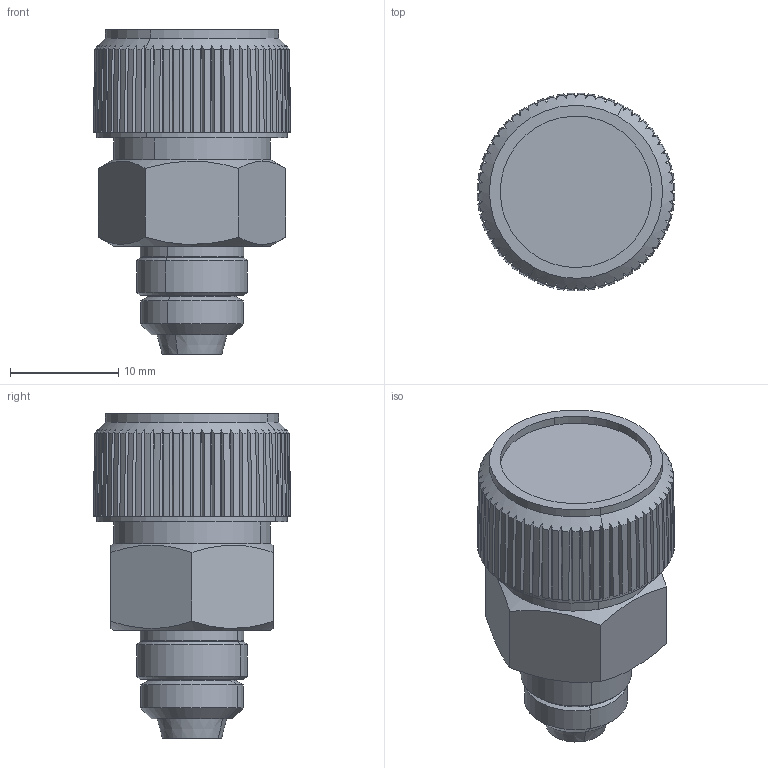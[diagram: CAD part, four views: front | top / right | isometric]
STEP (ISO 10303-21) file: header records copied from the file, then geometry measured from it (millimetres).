
FILE_DESCRIPTION(('CATIA V5 STEP Exchange'),'2;1');
FILE_NAME('508011 - TST (STP).stp','2016-02-08T07:12:16+00:00',('none'),('none'),'Version 5-6 Release 2012','CATIA V5 STEP AP203','none');
FILE_SCHEMA(('CONFIG_CONTROL_DESIGN'));
Length unit declared in the file: millimetre
Products named in the file (1): 508011 - TST
Bounding box: 18.27 x 18.27 x 30 mm (x, y, z)
Volume: 4691.9 mm3; surface area: 2397.1 mm2
Topology: 1 solids, 2 shells, 251 faces, 690 edges, 454 vertices
Faces by surface type: plane 140, cone 80, cylinder 31
Entity records: 7851 total; most frequent: CARTESIAN_POINT 2171, ORIENTED_EDGE 1380, DIRECTION 819, EDGE_CURVE 690, VERTEX_POINT 454, AXIS2_PLACEMENT_3D 361, VECTOR 295, LINE 295
